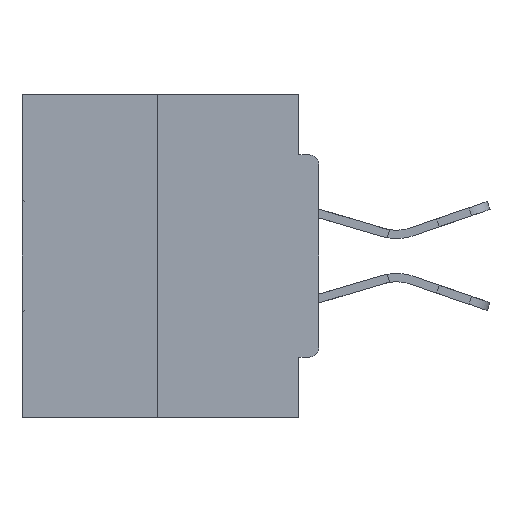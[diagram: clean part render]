
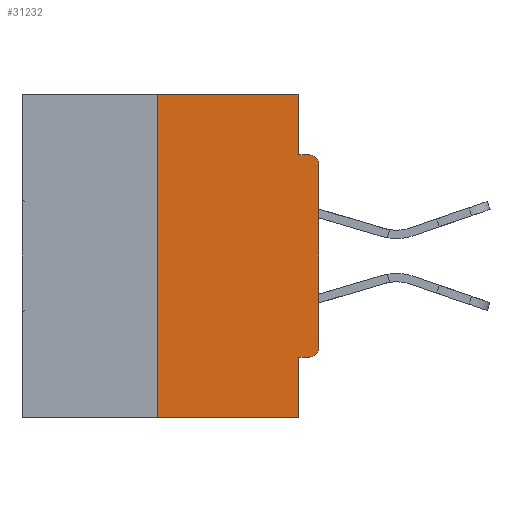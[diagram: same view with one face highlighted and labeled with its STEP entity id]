
A CAD part, left-side view. The second image highlights one B-rep face of the part: STEP entity #31232.
In plain terms, the highlighted planar face has unit normal (-1, 0, 0).
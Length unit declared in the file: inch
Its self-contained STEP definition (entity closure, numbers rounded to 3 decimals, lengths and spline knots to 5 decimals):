
#593 = CARTESIAN_POINT ( 'NONE',  ( 0., 0.015, -0.3915 ) ) ;
#1140 = CARTESIAN_POINT ( 'NONE',  ( 0., 0.031, 0. ) ) ;
#1292 = AXIS2_PLACEMENT_3D ( 'NONE', #29212, #38521, #35313 ) ;
#1996 = LINE ( 'NONE', #16929, #19939 ) ;
#2256 = PLANE ( 'NONE',  #12291 ) ;
#2434 = DIRECTION ( 'NONE',  ( 0., -1., 0. ) ) ;
#3193 = DIRECTION ( 'NONE',  ( 0., 0., -1. ) ) ;
#3816 = DIRECTION ( 'NONE',  ( 0., 0., -1. ) ) ;
#3888 = DIRECTION ( 'NONE',  ( 0., 0., 1. ) ) ;
#4835 = EDGE_CURVE ( 'NONE', #5760, #18485, #12935, .T. ) ;
#5303 = VERTEX_POINT ( 'NONE', #17831 ) ;
#5509 = CIRCLE ( 'NONE', #37866, 0.015 ) ;
#5760 = VERTEX_POINT ( 'NONE', #8302 ) ;
#5960 = VECTOR ( 'NONE', #36899, 39.37008 ) ;
#6321 = ORIENTED_EDGE ( 'NONE', *, *, #38103, .T. ) ;
#6819 = ORIENTED_EDGE ( 'NONE', *, *, #4835, .T. ) ;
#8302 = CARTESIAN_POINT ( 'NONE',  ( 0., 0.25, -0.5 ) ) ;
#10523 = VECTOR ( 'NONE', #16812, 39.37008 ) ;
#10853 = CARTESIAN_POINT ( 'NONE',  ( 0., 0.031, 0. ) ) ;
#10896 = EDGE_CURVE ( 'NONE', #25872, #16994, #26882, .T. ) ;
#11732 = CARTESIAN_POINT ( 'NONE',  ( 0., 0.46, 0. ) ) ;
#11898 = EDGE_CURVE ( 'NONE', #5760, #18278, #16744, .T. ) ;
#12194 = LINE ( 'NONE', #31037, #24150 ) ;
#12260 = DIRECTION ( 'NONE',  ( 1., 0., 0. ) ) ;
#12291 = AXIS2_PLACEMENT_3D ( 'NONE', #11732, #12260, #18523 ) ;
#12935 = LINE ( 'NONE', #40136, #5960 ) ;
#13155 = ORIENTED_EDGE ( 'NONE', *, *, #35820, .T. ) ;
#13275 = LINE ( 'NONE', #31494, #24261 ) ;
#13734 = CARTESIAN_POINT ( 'NONE',  ( 0., 0.031, -0.4065 ) ) ;
#15517 = DIRECTION ( 'NONE',  ( 0., -1., 0. ) ) ;
#16737 = CARTESIAN_POINT ( 'NONE',  ( 0., 0., -0.4065 ) ) ;
#16744 = LINE ( 'NONE', #22376, #22710 ) ;
#16812 = DIRECTION ( 'NONE',  ( 0., 0., -1. ) ) ;
#16866 = CARTESIAN_POINT ( 'NONE',  ( 0., 0., -0.1085 ) ) ;
#16929 = CARTESIAN_POINT ( 'NONE',  ( 0., 0., 0. ) ) ;
#16994 = VERTEX_POINT ( 'NONE', #37070 ) ;
#17696 = EDGE_CURVE ( 'NONE', #5303, #23767, #36661, .T. ) ;
#17831 = CARTESIAN_POINT ( 'NONE',  ( 0., 0.015, -0.4065 ) ) ;
#18278 = VERTEX_POINT ( 'NONE', #28723 ) ;
#18359 = VERTEX_POINT ( 'NONE', #37962 ) ;
#18485 = VERTEX_POINT ( 'NONE', #38956 ) ;
#18523 = DIRECTION ( 'NONE',  ( 0., 0., -1. ) ) ;
#18636 = ORIENTED_EDGE ( 'NONE', *, *, #28389, .F. ) ;
#19939 = VECTOR ( 'NONE', #32569, 39.37008 ) ;
#20382 = EDGE_CURVE ( 'NONE', #28638, #16994, #12194, .T. ) ;
#21395 = ORIENTED_EDGE ( 'NONE', *, *, #20382, .F. ) ;
#22376 = CARTESIAN_POINT ( 'NONE',  ( 0., 0.25, 0. ) ) ;
#22529 = ORIENTED_EDGE ( 'NONE', *, *, #23420, .F. ) ;
#22710 = VECTOR ( 'NONE', #3888, 39.37008 ) ;
#22872 = DIRECTION ( 'NONE',  ( -1., 0., 0. ) ) ;
#23420 = EDGE_CURVE ( 'NONE', #36820, #28638, #40424, .T. ) ;
#23447 = CARTESIAN_POINT ( 'NONE',  ( 0., 0.031, -0.0935 ) ) ;
#23526 = ORIENTED_EDGE ( 'NONE', *, *, #11898, .F. ) ;
#23691 = VECTOR ( 'NONE', #35934, 39.37008 ) ;
#23767 = VERTEX_POINT ( 'NONE', #13734 ) ;
#24150 = VECTOR ( 'NONE', #2434, 39.37008 ) ;
#24261 = VECTOR ( 'NONE', #3193, 39.37008 ) ;
#24281 = FACE_OUTER_BOUND ( 'NONE', #29166, .T. ) ;
#25872 = VERTEX_POINT ( 'NONE', #16866 ) ;
#26569 = ORIENTED_EDGE ( 'NONE', *, *, #28188, .F. ) ;
#26882 = CIRCLE ( 'NONE', #1292, 0.015 ) ;
#28188 = EDGE_CURVE ( 'NONE', #23767, #18485, #13275, .T. ) ;
#28389 = EDGE_CURVE ( 'NONE', #18278, #36820, #33708, .T. ) ;
#28490 = CARTESIAN_POINT ( 'NONE',  ( 0., 0.46, 0. ) ) ;
#28638 = VERTEX_POINT ( 'NONE', #23447 ) ;
#28723 = CARTESIAN_POINT ( 'NONE',  ( 0., 0.25, 0. ) ) ;
#29166 = EDGE_LOOP ( 'NONE', ( #18636, #23526, #6819, #26569, #36736, #6321, #13155, #38444, #21395, #22529 ) ) ;
#29212 = CARTESIAN_POINT ( 'NONE',  ( 0., 0.015, -0.1085 ) ) ;
#31037 = CARTESIAN_POINT ( 'NONE',  ( 0., 0., -0.0935 ) ) ;
#31232 = ADVANCED_FACE ( 'NONE', ( #24281 ), #2256, .F. ) ;
#31494 = CARTESIAN_POINT ( 'NONE',  ( 0., 0.031, -0.5 ) ) ;
#32569 = DIRECTION ( 'NONE',  ( 0., 0., 1. ) ) ;
#33708 = LINE ( 'NONE', #28490, #35164 ) ;
#35164 = VECTOR ( 'NONE', #15517, 39.37008 ) ;
#35313 = DIRECTION ( 'NONE',  ( 0., 0., -1. ) ) ;
#35820 = EDGE_CURVE ( 'NONE', #18359, #25872, #1996, .T. ) ;
#35934 = DIRECTION ( 'NONE',  ( 0., 1., 0. ) ) ;
#36661 = LINE ( 'NONE', #16737, #23691 ) ;
#36736 = ORIENTED_EDGE ( 'NONE', *, *, #17696, .F. ) ;
#36820 = VERTEX_POINT ( 'NONE', #1140 ) ;
#36899 = DIRECTION ( 'NONE',  ( 0., -1., 0. ) ) ;
#37070 = CARTESIAN_POINT ( 'NONE',  ( 0., 0.015, -0.0935 ) ) ;
#37866 = AXIS2_PLACEMENT_3D ( 'NONE', #593, #22872, #3816 ) ;
#37962 = CARTESIAN_POINT ( 'NONE',  ( 0., 0., -0.3915 ) ) ;
#38103 = EDGE_CURVE ( 'NONE', #5303, #18359, #5509, .T. ) ;
#38444 = ORIENTED_EDGE ( 'NONE', *, *, #10896, .T. ) ;
#38521 = DIRECTION ( 'NONE',  ( -1., 0., 0. ) ) ;
#38956 = CARTESIAN_POINT ( 'NONE',  ( 0., 0.031, -0.5 ) ) ;
#40136 = CARTESIAN_POINT ( 'NONE',  ( 0., 0.46, -0.5 ) ) ;
#40424 = LINE ( 'NONE', #10853, #10523 ) ;
